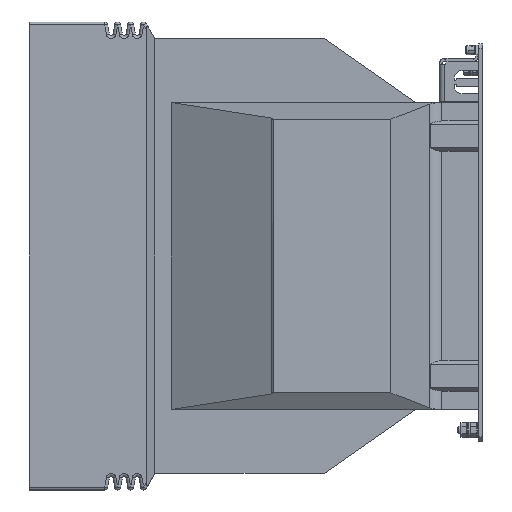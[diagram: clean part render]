
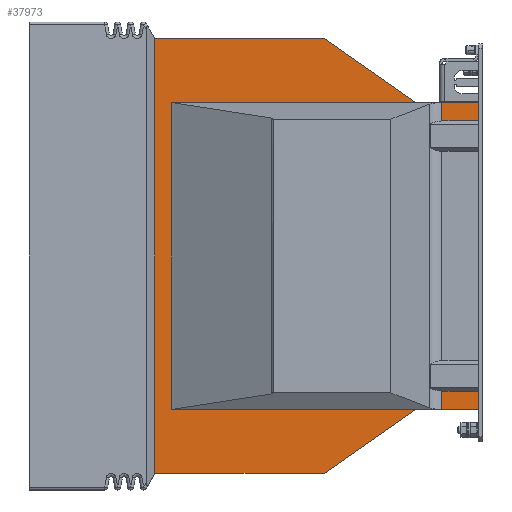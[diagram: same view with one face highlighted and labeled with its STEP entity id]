
A CAD part, left-side view. The second image highlights one B-rep face of the part: STEP entity #37973.
In plain terms, the highlighted planar face has unit normal (-1, 0, 0).
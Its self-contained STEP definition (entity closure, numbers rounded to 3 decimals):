
#4692 = EDGE_CURVE ( 'NONE', #79883, #84148, #229849, .T. ) ;
#5720 = LINE ( 'NONE', #133893, #188623 ) ;
#6448 = VERTEX_POINT ( 'NONE', #201381 ) ;
#6488 = ORIENTED_EDGE ( 'NONE', *, *, #146436, .F. ) ;
#10616 = ORIENTED_EDGE ( 'NONE', *, *, #172181, .F. ) ;
#11011 = DIRECTION ( 'NONE',  ( 0., 0., -1. ) ) ;
#17621 = DIRECTION ( 'NONE',  ( 0., 0., -1. ) ) ;
#18160 = LINE ( 'NONE', #95957, #106766 ) ;
#19963 = CARTESIAN_POINT ( 'NONE',  ( -65., 411.768, -143.232 ) ) ;
#21082 = CARTESIAN_POINT ( 'NONE',  ( -65., 332., -223. ) ) ;
#22014 = CARTESIAN_POINT ( 'NONE',  ( -65., 315.057, 157.417 ) ) ;
#22062 = CARTESIAN_POINT ( 'NONE',  ( -65., 45.537, -223. ) ) ;
#22145 = ORIENTED_EDGE ( 'NONE', *, *, #145689, .T. ) ;
#25058 = ORIENTED_EDGE ( 'NONE', *, *, #141192, .F. ) ;
#25332 = DIRECTION ( 'NONE',  ( 0., -1., 0. ) ) ;
#29474 = CARTESIAN_POINT ( 'NONE',  ( -65., -58., 157.417 ) ) ;
#31481 = CARTESIAN_POINT ( 'NONE',  ( -65., 37.728, -157.417 ) ) ;
#34941 = VECTOR ( 'NONE', #181370, 1000. ) ;
#37973 = ADVANCED_FACE ( 'NONE', ( #113088 ), #45374, .F. ) ;
#40673 = ORIENTED_EDGE ( 'NONE', *, *, #126271, .F. ) ;
#42188 = EDGE_CURVE ( 'NONE', #71957, #219956, #68696, .T. ) ;
#43069 = CARTESIAN_POINT ( 'NONE',  ( -65., 391., 223. ) ) ;
#43393 = CARTESIAN_POINT ( 'NONE',  ( -65., 188.768, 366.232 ) ) ;
#45374 = PLANE ( 'NONE',  #166249 ) ;
#47460 = VERTEX_POINT ( 'NONE', #177097 ) ;
#47852 = DIRECTION ( 'NONE',  ( 0., 0., -1. ) ) ;
#48179 = LINE ( 'NONE', #104909, #142469 ) ;
#50387 = LINE ( 'NONE', #29474, #139145 ) ;
#55475 = DIRECTION ( 'NONE',  ( 0., -0.707, -0.707 ) ) ;
#55893 = ORIENTED_EDGE ( 'NONE', *, *, #170671, .T. ) ;
#56475 = VECTOR ( 'NONE', #11011, 1000. ) ;
#57556 = CARTESIAN_POINT ( 'NONE',  ( -65., 37.728, 157.417 ) ) ;
#59304 = VECTOR ( 'NONE', #201238, 1000. ) ;
#59615 = CARTESIAN_POINT ( 'NONE',  ( -65., 45.537, -157.5 ) ) ;
#61441 = EDGE_CURVE ( 'NONE', #101793, #176996, #5720, .T. ) ;
#61871 = CARTESIAN_POINT ( 'NONE',  ( -65., -126.837, -23.175 ) ) ;
#63137 = DIRECTION ( 'NONE',  ( 1., 0., 0. ) ) ;
#63677 = EDGE_CURVE ( 'NONE', #178527, #209960, #50387, .T. ) ;
#64857 = LINE ( 'NONE', #95031, #59304 ) ;
#68503 = ORIENTED_EDGE ( 'NONE', *, *, #61441, .F. ) ;
#68696 = LINE ( 'NONE', #61871, #115821 ) ;
#71368 = VECTOR ( 'NONE', #17621, 1000. ) ;
#71957 = VERTEX_POINT ( 'NONE', #189868 ) ;
#72048 = EDGE_CURVE ( 'NONE', #201755, #101793, #48179, .T. ) ;
#78366 = DIRECTION ( 'NONE',  ( 0., -1., 0. ) ) ;
#79883 = VERTEX_POINT ( 'NONE', #180002 ) ;
#80348 = VECTOR ( 'NONE', #78366, 1000. ) ;
#84148 = VERTEX_POINT ( 'NONE', #173700 ) ;
#84246 = VECTOR ( 'NONE', #47852, 1000. ) ;
#84756 = LINE ( 'NONE', #43069, #220686 ) ;
#86362 = ORIENTED_EDGE ( 'NONE', *, *, #180282, .T. ) ;
#87691 = VECTOR ( 'NONE', #128077, 1000. ) ;
#91466 = ORIENTED_EDGE ( 'NONE', *, *, #227009, .T. ) ;
#92121 = CARTESIAN_POINT ( 'NONE',  ( -65., 0., 138.5 ) ) ;
#94003 = VECTOR ( 'NONE', #167357, 1000. ) ;
#95031 = CARTESIAN_POINT ( 'NONE',  ( -65., 45.537, 157.5 ) ) ;
#95957 = CARTESIAN_POINT ( 'NONE',  ( -65., 82.715, 169.904 ) ) ;
#96232 = CARTESIAN_POINT ( 'NONE',  ( -65., 65., 157.5 ) ) ;
#96572 = EDGE_CURVE ( 'NONE', #79883, #169691, #156374, .T. ) ;
#97621 = CARTESIAN_POINT ( 'NONE',  ( -65., 158.544, 223. ) ) ;
#97888 = VERTEX_POINT ( 'NONE', #92121 ) ;
#98069 = CARTESIAN_POINT ( 'NONE',  ( -65., 45.537, 223. ) ) ;
#98260 = LINE ( 'NONE', #134127, #192564 ) ;
#99920 = VERTEX_POINT ( 'NONE', #97621 ) ;
#100696 = ORIENTED_EDGE ( 'NONE', *, *, #158961, .F. ) ;
#101793 = VERTEX_POINT ( 'NONE', #113962 ) ;
#104909 = CARTESIAN_POINT ( 'NONE',  ( -65., 500000., -138.5 ) ) ;
#105202 = EDGE_LOOP ( 'NONE', ( #203380, #86362, #22145, #40673, #221532, #215043, #191574, #100696, #6488, #10616, #25058, #111978, #166178, #55893, #91466, #199080, #132057, #68503 ) ) ;
#106255 = VERTEX_POINT ( 'NONE', #96232 ) ;
#106766 = VECTOR ( 'NONE', #132397, 1000. ) ;
#108803 = CARTESIAN_POINT ( 'NONE',  ( -65., 315.057, -157.417 ) ) ;
#111978 = ORIENTED_EDGE ( 'NONE', *, *, #4692, .F. ) ;
#113088 = FACE_OUTER_BOUND ( 'NONE', #105202, .T. ) ;
#113962 = CARTESIAN_POINT ( 'NONE',  ( -65., 0., -138.5 ) ) ;
#115821 = VECTOR ( 'NONE', #188233, 1000. ) ;
#116221 = DIRECTION ( 'NONE',  ( 0., 0., -1. ) ) ;
#116959 = CARTESIAN_POINT ( 'NONE',  ( -65., 391., 223. ) ) ;
#118531 = LINE ( 'NONE', #194235, #71368 ) ;
#123505 = CARTESIAN_POINT ( 'NONE',  ( -65., 37.728, -138.5 ) ) ;
#124267 = VECTOR ( 'NONE', #158952, 1000. ) ;
#126271 = EDGE_CURVE ( 'NONE', #209960, #145171, #225698, .T. ) ;
#128077 = DIRECTION ( 'NONE',  ( 0., -1., 0. ) ) ;
#132057 = ORIENTED_EDGE ( 'NONE', *, *, #176871, .T. ) ;
#132397 = DIRECTION ( 'NONE',  ( 0., -0.819, -0.574 ) ) ;
#133893 = CARTESIAN_POINT ( 'NONE',  ( -65., 0., 223. ) ) ;
#134127 = CARTESIAN_POINT ( 'NONE',  ( -65., 37.728, -157.417 ) ) ;
#135460 = CARTESIAN_POINT ( 'NONE',  ( -65., 315.057, 223. ) ) ;
#138649 = VERTEX_POINT ( 'NONE', #21082 ) ;
#139145 = VECTOR ( 'NONE', #226158, 1000. ) ;
#141192 = EDGE_CURVE ( 'NONE', #84148, #99920, #84756, .T. ) ;
#142469 = VECTOR ( 'NONE', #228813, 1000. ) ;
#145171 = VERTEX_POINT ( 'NONE', #108803 ) ;
#145689 = EDGE_CURVE ( 'NONE', #146690, #145171, #223444, .T. ) ;
#146436 = EDGE_CURVE ( 'NONE', #106255, #6448, #64857, .T. ) ;
#146690 = VERTEX_POINT ( 'NONE', #31481 ) ;
#156374 = LINE ( 'NONE', #116959, #56475 ) ;
#158952 = DIRECTION ( 'NONE',  ( 0., 0., -1. ) ) ;
#158961 = EDGE_CURVE ( 'NONE', #6448, #97888, #171471, .T. ) ;
#163623 = VECTOR ( 'NONE', #184393, 1000. ) ;
#166178 = ORIENTED_EDGE ( 'NONE', *, *, #96572, .T. ) ;
#166249 = AXIS2_PLACEMENT_3D ( 'NONE', #98069, #63137, #187191 ) ;
#167357 = DIRECTION ( 'NONE',  ( 0., -0.707, 0.707 ) ) ;
#169225 = LINE ( 'NONE', #59615, #163623 ) ;
#169691 = VERTEX_POINT ( 'NONE', #177648 ) ;
#170671 = EDGE_CURVE ( 'NONE', #169691, #138649, #218804, .T. ) ;
#171471 = LINE ( 'NONE', #211625, #124267 ) ;
#172181 = EDGE_CURVE ( 'NONE', #99920, #106255, #18160, .T. ) ;
#173700 = CARTESIAN_POINT ( 'NONE',  ( -65., 332., 223. ) ) ;
#176157 = CARTESIAN_POINT ( 'NONE',  ( -65., 65., -157.5 ) ) ;
#176871 = EDGE_CURVE ( 'NONE', #219956, #176996, #169225, .T. ) ;
#176996 = VERTEX_POINT ( 'NONE', #189789 ) ;
#177097 = CARTESIAN_POINT ( 'NONE',  ( -65., 37.728, 138.5 ) ) ;
#177255 = VECTOR ( 'NONE', #55475, 1000. ) ;
#177648 = CARTESIAN_POINT ( 'NONE',  ( -65., 391., -164. ) ) ;
#178527 = VERTEX_POINT ( 'NONE', #57556 ) ;
#180002 = CARTESIAN_POINT ( 'NONE',  ( -65., 391., 164. ) ) ;
#180282 = EDGE_CURVE ( 'NONE', #201755, #146690, #118531, .T. ) ;
#181370 = DIRECTION ( 'NONE',  ( 0., 1., 0. ) ) ;
#184393 = DIRECTION ( 'NONE',  ( 0., -1., 0. ) ) ;
#187191 = DIRECTION ( 'NONE',  ( 0., 0., -1. ) ) ;
#188233 = DIRECTION ( 'NONE',  ( 0., -0.819, 0.574 ) ) ;
#188623 = VECTOR ( 'NONE', #205184, 1000. ) ;
#189789 = CARTESIAN_POINT ( 'NONE',  ( -65., 0., -157.5 ) ) ;
#189868 = CARTESIAN_POINT ( 'NONE',  ( -65., 158.544, -223. ) ) ;
#191574 = ORIENTED_EDGE ( 'NONE', *, *, #225527, .T. ) ;
#192564 = VECTOR ( 'NONE', #116221, 1000. ) ;
#194235 = CARTESIAN_POINT ( 'NONE',  ( -65., 37.728, -157.417 ) ) ;
#199080 = ORIENTED_EDGE ( 'NONE', *, *, #42188, .T. ) ;
#201238 = DIRECTION ( 'NONE',  ( 0., -1., 0. ) ) ;
#201381 = CARTESIAN_POINT ( 'NONE',  ( -65., 0., 157.5 ) ) ;
#201755 = VERTEX_POINT ( 'NONE', #123505 ) ;
#203380 = ORIENTED_EDGE ( 'NONE', *, *, #72048, .F. ) ;
#205184 = DIRECTION ( 'NONE',  ( 0., 0., -1. ) ) ;
#209960 = VERTEX_POINT ( 'NONE', #22014 ) ;
#211625 = CARTESIAN_POINT ( 'NONE',  ( -65., 0., 223. ) ) ;
#215043 = ORIENTED_EDGE ( 'NONE', *, *, #228516, .T. ) ;
#216966 = CARTESIAN_POINT ( 'NONE',  ( -65., -58., -157.417 ) ) ;
#218804 = LINE ( 'NONE', #19963, #177255 ) ;
#219956 = VERTEX_POINT ( 'NONE', #176157 ) ;
#220256 = CARTESIAN_POINT ( 'NONE',  ( -65., 500000., 138.5 ) ) ;
#220686 = VECTOR ( 'NONE', #25332, 1000. ) ;
#221532 = ORIENTED_EDGE ( 'NONE', *, *, #63677, .F. ) ;
#223444 = LINE ( 'NONE', #216966, #34941 ) ;
#225527 = EDGE_CURVE ( 'NONE', #47460, #97888, #227373, .T. ) ;
#225698 = LINE ( 'NONE', #135460, #84246 ) ;
#226158 = DIRECTION ( 'NONE',  ( 0., 1., 0. ) ) ;
#227009 = EDGE_CURVE ( 'NONE', #138649, #71957, #229157, .T. ) ;
#227373 = LINE ( 'NONE', #220256, #80348 ) ;
#228516 = EDGE_CURVE ( 'NONE', #178527, #47460, #98260, .T. ) ;
#228813 = DIRECTION ( 'NONE',  ( 0., -1., 0. ) ) ;
#229157 = LINE ( 'NONE', #22062, #87691 ) ;
#229849 = LINE ( 'NONE', #43393, #94003 ) ;
